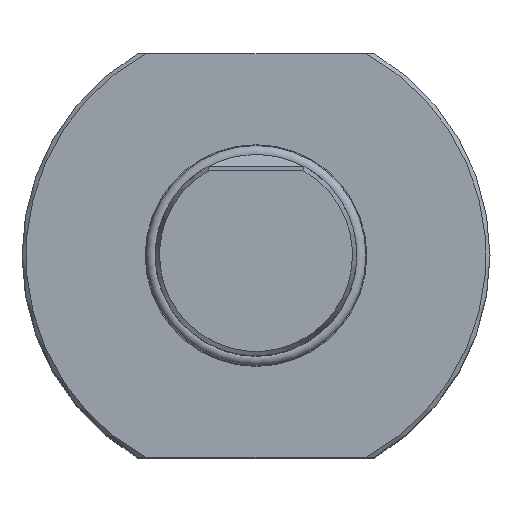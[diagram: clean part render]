
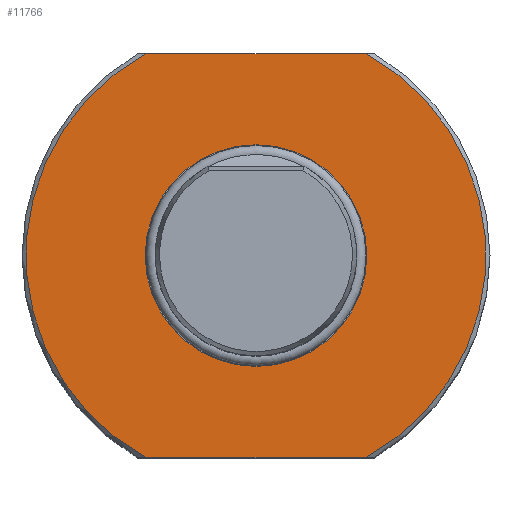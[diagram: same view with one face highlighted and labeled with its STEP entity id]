
A CAD part, top view. The second image highlights one B-rep face of the part: STEP entity #11766.
In plain terms, the highlighted planar face has unit normal (0, 0, 1).
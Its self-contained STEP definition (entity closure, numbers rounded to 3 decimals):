
#664 = CARTESIAN_POINT ( 'NONE',  ( 13.684, -25., 0. ) ) ;
#983 = EDGE_CURVE ( 'NONE', #10342, #8688, #8416, .T. ) ;
#1178 = CARTESIAN_POINT ( 'NONE',  ( -35., 25., 0. ) ) ;
#1194 = VERTEX_POINT ( 'NONE', #6203 ) ;
#2732 = DIRECTION ( 'NONE',  ( 0., 0., -1. ) ) ;
#2755 = DIRECTION ( 'NONE',  ( -1., 0., 0. ) ) ;
#3267 = CARTESIAN_POINT ( 'NONE',  ( 13.684, 25., 0. ) ) ;
#3506 = EDGE_CURVE ( 'NONE', #1194, #10342, #12486, .T. ) ;
#3630 = ORIENTED_EDGE ( 'NONE', *, *, #8421, .F. ) ;
#3896 = DIRECTION ( 'NONE',  ( 0., -1., 0. ) ) ;
#4714 = EDGE_LOOP ( 'NONE', ( #3630, #9919, #7396, #12242 ) ) ;
#5670 = AXIS2_PLACEMENT_3D ( 'NONE', #7955, #8089, #5897 ) ;
#5742 = AXIS2_PLACEMENT_3D ( 'NONE', #9131, #2732, #11005 ) ;
#5801 = CARTESIAN_POINT ( 'NONE',  ( -13.684, -25., 0. ) ) ;
#5897 = DIRECTION ( 'NONE',  ( 1., 0., 0. ) ) ;
#6203 = CARTESIAN_POINT ( 'NONE',  ( -13.684, 25., 0. ) ) ;
#7363 = EDGE_CURVE ( 'NONE', #8688, #11103, #7939, .T. ) ;
#7396 = ORIENTED_EDGE ( 'NONE', *, *, #983, .F. ) ;
#7498 = VECTOR ( 'NONE', #11549, 1000. ) ;
#7939 = LINE ( 'NONE', #12054, #11493 ) ;
#7955 = CARTESIAN_POINT ( 'NONE',  ( 0., 0., 0. ) ) ;
#8089 = DIRECTION ( 'NONE',  ( 0., 0., 1. ) ) ;
#8369 = CIRCLE ( 'NONE', #5742, 28.5 ) ;
#8416 = CIRCLE ( 'NONE', #10141, 28.5 ) ;
#8421 = EDGE_CURVE ( 'NONE', #11103, #1194, #8369, .T. ) ;
#8688 = VERTEX_POINT ( 'NONE', #664 ) ;
#9034 = FACE_OUTER_BOUND ( 'NONE', #4714, .T. ) ;
#9131 = CARTESIAN_POINT ( 'NONE',  ( 0., 0., 0. ) ) ;
#9919 = ORIENTED_EDGE ( 'NONE', *, *, #7363, .F. ) ;
#9989 = CARTESIAN_POINT ( 'NONE',  ( 0., 0., 0. ) ) ;
#10141 = AXIS2_PLACEMENT_3D ( 'NONE', #9989, #11073, #3896 ) ;
#10342 = VERTEX_POINT ( 'NONE', #3267 ) ;
#10980 = PLANE ( 'NONE',  #5670 ) ;
#11005 = DIRECTION ( 'NONE',  ( 0., -1., 0. ) ) ;
#11073 = DIRECTION ( 'NONE',  ( 0., 0., -1. ) ) ;
#11103 = VERTEX_POINT ( 'NONE', #5801 ) ;
#11493 = VECTOR ( 'NONE', #2755, 1000. ) ;
#11549 = DIRECTION ( 'NONE',  ( 1., 0., 0. ) ) ;
#11766 = ADVANCED_FACE ( 'Defeature completata2_7', ( #9034 ), #10980, .T. ) ;
#12054 = CARTESIAN_POINT ( 'NONE',  ( 35., -25., 0. ) ) ;
#12242 = ORIENTED_EDGE ( 'NONE', *, *, #3506, .F. ) ;
#12486 = LINE ( 'NONE', #1178, #7498 ) ;
